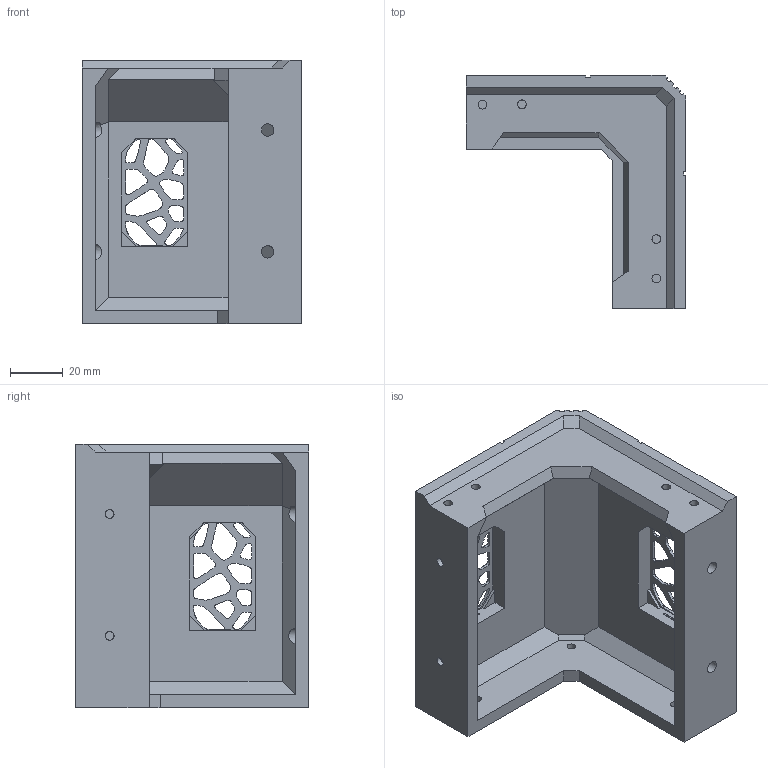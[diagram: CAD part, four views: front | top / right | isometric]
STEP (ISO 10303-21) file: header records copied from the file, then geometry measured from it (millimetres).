
FILE_DESCRIPTION(('HOOPS Exchange Step'),'2;1');
FILE_NAME('Panel Corner Reverse LED Backlit Wire Channel Hole.stp','2026-02-25T16:19:08-05:00',('RED'),('Unknown organisation'),'HOOPS Exchange 2025.8','HOOPS Exchange','Unknown authorisation');
FILE_SCHEMA( ('AP203_CONFIGURATION_CONTROLLED_3D_DESIGN_OF_MECHANICAL_PARTS_AND_ASSEMBLIES_MIM_LF') );
Length unit declared in the file: millimetre
Products named in the file (2): 0; root
Assembly tree (1 placements, depth 2):
  root
    0
Bounding box: 83.45 x 88.45 x 100 mm (x, y, z)
Volume: 175262.9 mm3; surface area: 51087.3 mm2
Topology: 1 solids, 1 shells, 308 faces, 901 edges, 596 vertices
Faces by surface type: plane 130, bspline 102, cylinder 76
Full cylindrical faces by diameter (mm): 3.2 x3, 3.3 x4, 4.7 x3
Entity records: 17067 total; most frequent: CARTESIAN_POINT 9299, ORIENTED_EDGE 1802, DIRECTION 1274, EDGE_CURVE 901, VERTEX_POINT 596, VECTOR 528, LINE 528, AXIS2_PLACEMENT_3D 373
